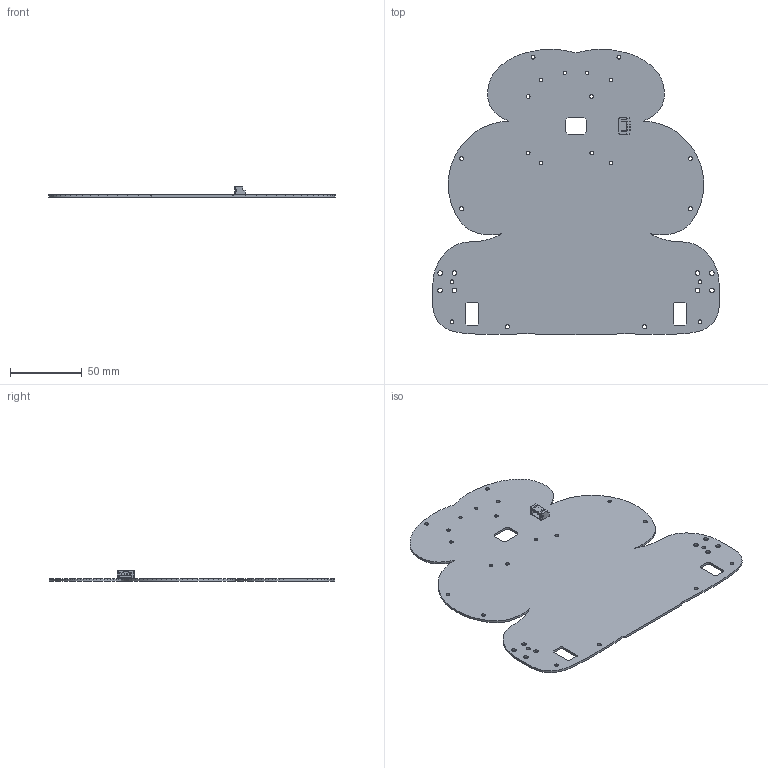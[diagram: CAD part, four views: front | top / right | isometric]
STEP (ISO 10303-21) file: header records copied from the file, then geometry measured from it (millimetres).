
FILE_DESCRIPTION(('KiCad electronic assembly'),'2;1');
FILE_NAME('NB3_body.step','2024-02-23T15:39:54',('Pcbnew'),('Kicad'), 'Open CASCADE STEP processor 7.7','KiCad to STEP converter','Unknown' );
FILE_SCHEMA(('AUTOMOTIVE_DESIGN { 1 0 10303 214 1 1 1 1 }'));
Length unit declared in the file: millimetre
Products named in the file (4): NB3_body 1; Connector_S4B-PH-SM4-TB(LF)(SN); S4B-PH-SM4; NB3_body PCB
Assembly tree (3 placements, depth 3):
  NB3_body 1
    Connector_S4B-PH-SM4-TB(LF)(SN)
      S4B-PH-SM4
    NB3_body PCB
Bounding box: 200 x 199.46 x 7.15 mm (x, y, z)
Volume: 49413.1 mm3; surface area: 64039 mm2
Topology: 2 solids, 2 shells, 401 faces, 1177 edges, 784 vertices
Faces by surface type: plane 359, cylinder 42
Full cylindrical faces by diameter (mm): 2.2 x2, 2.7 x20, 3.2 x8
Entity records: 29684 total; most frequent: CARTESIAN_POINT 5152, DIRECTION 4353, LINE 3363, VECTOR 3363, ORIENTED_EDGE 2354, PCURVE 2354, DEFINITIONAL_REPRESENTATION 2354, EDGE_CURVE 1177
